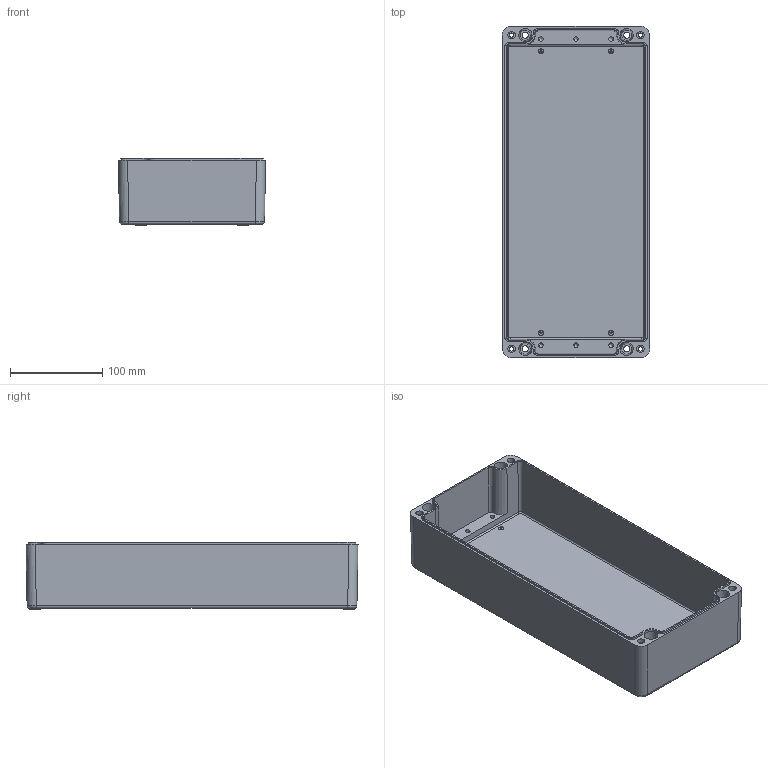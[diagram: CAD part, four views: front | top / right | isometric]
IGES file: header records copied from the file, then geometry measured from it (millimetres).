
Global section: file name: No Iges File Name specified; native system: AutoDesk Inventor R11.0; preprocessor: AutoDesk Inventor Iges Exporter R11.0; author: No Author specified; organization: No Organization specified; date: 20070207.095601; units: millimetre
Bounding box: 159.6 x 360 x 73.3 mm (x, y, z)
Volume: 607364.2 mm3; surface area: 267212.6 mm2
Topology: 1 solids, 1 shells, 280 faces, 692 edges, 438 vertices
Faces by surface type: bspline 106, plane 94, revolution 44, cone 20, torus 8, cylinder 8
